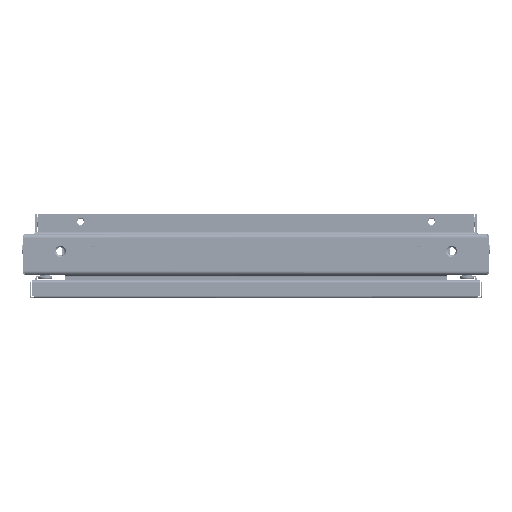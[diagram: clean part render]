
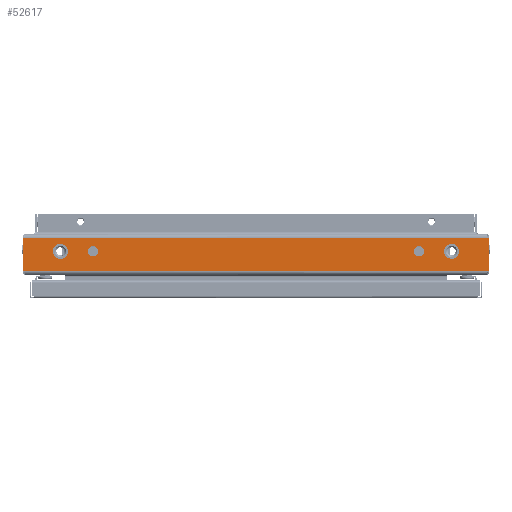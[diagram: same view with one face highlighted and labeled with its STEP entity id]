
A CAD part, front view. The second image highlights one B-rep face of the part: STEP entity #52617.
In plain terms, the highlighted face is planar.
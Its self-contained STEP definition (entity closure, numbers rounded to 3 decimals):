
#392 = DIRECTION ( 'NONE',  ( 0., 0., -1. ) ) ;
#675 = EDGE_CURVE ( 'NONE', #34558, #63471, #26828, .T. ) ;
#1182 = CIRCLE ( 'NONE', #49376, 8. ) ;
#1405 = CARTESIAN_POINT ( 'NONE',  ( 250., 18., 0. ) ) ;
#1701 = CARTESIAN_POINT ( 'NONE',  ( -250., 18., 0. ) ) ;
#1881 = EDGE_CURVE ( 'NONE', #65507, #72922, #36702, .T. ) ;
#2325 = VERTEX_POINT ( 'NONE', #71631 ) ;
#2624 = CARTESIAN_POINT ( 'NONE',  ( -209.5, -3.319, 0. ) ) ;
#3343 = EDGE_CURVE ( 'NONE', #31578, #11361, #29037, .T. ) ;
#5269 = VECTOR ( 'NONE', #10949, 1000. ) ;
#6233 = DIRECTION ( 'NONE',  ( 0., 1., 0. ) ) ;
#6336 = FACE_OUTER_BOUND ( 'NONE', #32353, .T. ) ;
#6495 = CARTESIAN_POINT ( 'NONE',  ( 217.5, -3.319, 0. ) ) ;
#6567 = VERTEX_POINT ( 'NONE', #24842 ) ;
#7176 = CARTESIAN_POINT ( 'NONE',  ( -248., 18., 0. ) ) ;
#7666 = VERTEX_POINT ( 'NONE', #74841 ) ;
#7813 = CARTESIAN_POINT ( 'NONE',  ( 209.5, -3.319, 0. ) ) ;
#8451 = AXIS2_PLACEMENT_3D ( 'NONE', #52501, #392, #70030 ) ;
#9827 = DIRECTION ( 'NONE',  ( 1., 0., 0. ) ) ;
#10391 = EDGE_CURVE ( 'NONE', #63471, #34558, #74857, .T. ) ;
#10910 = DIRECTION ( 'NONE',  ( 0., 0., -1. ) ) ;
#10949 = DIRECTION ( 'NONE',  ( 1., 0., 0. ) ) ;
#11066 = CARTESIAN_POINT ( 'NONE',  ( 250., 18., 0. ) ) ;
#11161 = CARTESIAN_POINT ( 'NONE',  ( -201.5, -3.319, 0. ) ) ;
#11361 = VERTEX_POINT ( 'NONE', #75104 ) ;
#11658 = DIRECTION ( 'NONE',  ( 0., 0., -1. ) ) ;
#11937 = VECTOR ( 'NONE', #61891, 1000. ) ;
#12003 = VECTOR ( 'NONE', #6233, 1000. ) ;
#12037 = FACE_BOUND ( 'NONE', #50018, .T. ) ;
#12042 = CARTESIAN_POINT ( 'NONE',  ( 201.5, -3.319, 0. ) ) ;
#13058 = LINE ( 'NONE', #47319, #12003 ) ;
#14929 = ORIENTED_EDGE ( 'NONE', *, *, #3343, .T. ) ;
#15078 = LINE ( 'NONE', #61511, #11937 ) ;
#15317 = ORIENTED_EDGE ( 'NONE', *, *, #23590, .F. ) ;
#16610 = EDGE_CURVE ( 'NONE', #2325, #35069, #63616, .T. ) ;
#16880 = CIRCLE ( 'NONE', #44765, 5.5 ) ;
#17427 = CARTESIAN_POINT ( 'NONE',  ( -174.5, -3.319, 0. ) ) ;
#17841 = ORIENTED_EDGE ( 'NONE', *, *, #26285, .T. ) ;
#18913 = AXIS2_PLACEMENT_3D ( 'NONE', #39829, #10910, #63453 ) ;
#19391 = EDGE_CURVE ( 'NONE', #72922, #65507, #64302, .T. ) ;
#19544 = VERTEX_POINT ( 'NONE', #21846 ) ;
#19756 = EDGE_CURVE ( 'NONE', #19544, #2325, #13058, .T. ) ;
#20891 = AXIS2_PLACEMENT_3D ( 'NONE', #34876, #11658, #29556 ) ;
#21746 = VERTEX_POINT ( 'NONE', #49865 ) ;
#21846 = CARTESIAN_POINT ( 'NONE',  ( 250., -18., 0. ) ) ;
#22144 = EDGE_CURVE ( 'NONE', #21746, #7666, #46102, .T. ) ;
#22216 = DIRECTION ( 'NONE',  ( 0., 0., 1. ) ) ;
#22327 = FACE_BOUND ( 'NONE', #39101, .T. ) ;
#22959 = CARTESIAN_POINT ( 'NONE',  ( -174.5, -3.319, 0. ) ) ;
#23590 = EDGE_CURVE ( 'NONE', #60298, #6567, #68166, .T. ) ;
#24082 = DIRECTION ( 'NONE',  ( 1., 0., 0. ) ) ;
#24842 = CARTESIAN_POINT ( 'NONE',  ( -217.5, -3.319, 0. ) ) ;
#25450 = ORIENTED_EDGE ( 'NONE', *, *, #1881, .T. ) ;
#25900 = VECTOR ( 'NONE', #58514, 1000. ) ;
#26100 = EDGE_CURVE ( 'NONE', #31766, #19544, #68812, .T. ) ;
#26285 = EDGE_CURVE ( 'NONE', #69344, #31766, #41741, .T. ) ;
#26470 = ORIENTED_EDGE ( 'NONE', *, *, #19756, .T. ) ;
#26678 = CARTESIAN_POINT ( 'NONE',  ( -250., -18., 0. ) ) ;
#26828 = CIRCLE ( 'NONE', #42618, 5.5 ) ;
#27061 = DIRECTION ( 'NONE',  ( 1., 0., 0. ) ) ;
#29037 = LINE ( 'NONE', #46154, #44090 ) ;
#29556 = DIRECTION ( 'NONE',  ( -1., 0., 0. ) ) ;
#29572 = ORIENTED_EDGE ( 'NONE', *, *, #675, .F. ) ;
#30072 = EDGE_CURVE ( 'NONE', #35069, #36533, #34901, .T. ) ;
#30435 = EDGE_LOOP ( 'NONE', ( #74558, #53063 ) ) ;
#31578 = VERTEX_POINT ( 'NONE', #1701 ) ;
#31695 = AXIS2_PLACEMENT_3D ( 'NONE', #2624, #62002, #9827 ) ;
#31766 = VERTEX_POINT ( 'NONE', #32109 ) ;
#32109 = CARTESIAN_POINT ( 'NONE',  ( 247.935, -18., 0. ) ) ;
#32353 = EDGE_LOOP ( 'NONE', ( #71563, #17841, #37402, #26470, #70246, #54007, #51425, #14929 ) ) ;
#33644 = DIRECTION ( 'NONE',  ( 1., 0., 0. ) ) ;
#34558 = VERTEX_POINT ( 'NONE', #64214 ) ;
#34876 = CARTESIAN_POINT ( 'NONE',  ( 209.5, -3.319, 0. ) ) ;
#34901 = LINE ( 'NONE', #1405, #35695 ) ;
#35069 = VERTEX_POINT ( 'NONE', #39537 ) ;
#35254 = FACE_BOUND ( 'NONE', #37082, .T. ) ;
#35293 = CARTESIAN_POINT ( 'NONE',  ( -250., -18., 0. ) ) ;
#35695 = VECTOR ( 'NONE', #53163, 1000. ) ;
#35938 = AXIS2_PLACEMENT_3D ( 'NONE', #17427, #53180, #63493 ) ;
#36303 = DIRECTION ( 'NONE',  ( 0., 0., -1. ) ) ;
#36533 = VERTEX_POINT ( 'NONE', #7176 ) ;
#36702 = CIRCLE ( 'NONE', #20891, 8. ) ;
#37082 = EDGE_LOOP ( 'NONE', ( #52131, #29572 ) ) ;
#37402 = ORIENTED_EDGE ( 'NONE', *, *, #26100, .T. ) ;
#39101 = EDGE_LOOP ( 'NONE', ( #15317, #71060 ) ) ;
#39537 = CARTESIAN_POINT ( 'NONE',  ( 248., 18., 0. ) ) ;
#39829 = CARTESIAN_POINT ( 'NONE',  ( 0., 0., 0. ) ) ;
#41104 = DIRECTION ( 'NONE',  ( -1., 0., 0. ) ) ;
#41616 = CARTESIAN_POINT ( 'NONE',  ( 174.5, -3.319, 0. ) ) ;
#41741 = LINE ( 'NONE', #35293, #25900 ) ;
#42618 = AXIS2_PLACEMENT_3D ( 'NONE', #22959, #22216, #33644 ) ;
#44090 = VECTOR ( 'NONE', #46537, 1000. ) ;
#44434 = CARTESIAN_POINT ( 'NONE',  ( -250., -18., 0. ) ) ;
#44765 = AXIS2_PLACEMENT_3D ( 'NONE', #41616, #36303, #66728 ) ;
#46102 = CIRCLE ( 'NONE', #8451, 5.5 ) ;
#46154 = CARTESIAN_POINT ( 'NONE',  ( -250., -22., 0. ) ) ;
#46537 = DIRECTION ( 'NONE',  ( 0., -1., 0. ) ) ;
#47319 = CARTESIAN_POINT ( 'NONE',  ( 250., -22., 0. ) ) ;
#47771 = CARTESIAN_POINT ( 'NONE',  ( -247.935, -18., 0. ) ) ;
#48514 = DIRECTION ( 'NONE',  ( 0., 0., -1. ) ) ;
#49376 = AXIS2_PLACEMENT_3D ( 'NONE', #53393, #52634, #24082 ) ;
#49865 = CARTESIAN_POINT ( 'NONE',  ( 180., -3.319, 0. ) ) ;
#50018 = EDGE_LOOP ( 'NONE', ( #52676, #25450 ) ) ;
#51425 = ORIENTED_EDGE ( 'NONE', *, *, #56377, .T. ) ;
#52131 = ORIENTED_EDGE ( 'NONE', *, *, #10391, .F. ) ;
#52501 = CARTESIAN_POINT ( 'NONE',  ( 174.5, -3.319, 0. ) ) ;
#52617 = ADVANCED_FACE ( 'NONE', ( #12037, #64201, #22327, #35254, #6336 ), #58470, .F. ) ;
#52634 = DIRECTION ( 'NONE',  ( 0., 0., 1. ) ) ;
#52676 = ORIENTED_EDGE ( 'NONE', *, *, #19391, .T. ) ;
#53063 = ORIENTED_EDGE ( 'NONE', *, *, #67615, .T. ) ;
#53163 = DIRECTION ( 'NONE',  ( -1., 0., 0. ) ) ;
#53180 = DIRECTION ( 'NONE',  ( 0., 0., 1. ) ) ;
#53298 = AXIS2_PLACEMENT_3D ( 'NONE', #7813, #48514, #54612 ) ;
#53393 = CARTESIAN_POINT ( 'NONE',  ( -209.5, -3.319, 0. ) ) ;
#54007 = ORIENTED_EDGE ( 'NONE', *, *, #30072, .T. ) ;
#54612 = DIRECTION ( 'NONE',  ( -1., 0., 0. ) ) ;
#56377 = EDGE_CURVE ( 'NONE', #36533, #31578, #15078, .T. ) ;
#56704 = CARTESIAN_POINT ( 'NONE',  ( -169., -3.319, 0. ) ) ;
#58384 = EDGE_CURVE ( 'NONE', #11361, #69344, #73901, .T. ) ;
#58470 = PLANE ( 'NONE',  #18913 ) ;
#58514 = DIRECTION ( 'NONE',  ( 1., 0., 0. ) ) ;
#59158 = EDGE_CURVE ( 'NONE', #6567, #60298, #1182, .T. ) ;
#60298 = VERTEX_POINT ( 'NONE', #11161 ) ;
#61511 = CARTESIAN_POINT ( 'NONE',  ( 250., 18., 0. ) ) ;
#61518 = VECTOR ( 'NONE', #41104, 1000. ) ;
#61891 = DIRECTION ( 'NONE',  ( -1., 0., 0. ) ) ;
#62002 = DIRECTION ( 'NONE',  ( 0., 0., 1. ) ) ;
#63453 = DIRECTION ( 'NONE',  ( -1., 0., 0. ) ) ;
#63471 = VERTEX_POINT ( 'NONE', #56704 ) ;
#63493 = DIRECTION ( 'NONE',  ( 1., 0., 0. ) ) ;
#63616 = LINE ( 'NONE', #11066, #61518 ) ;
#64201 = FACE_BOUND ( 'NONE', #30435, .T. ) ;
#64214 = CARTESIAN_POINT ( 'NONE',  ( -180., -3.319, 0. ) ) ;
#64276 = VECTOR ( 'NONE', #27061, 1000. ) ;
#64302 = CIRCLE ( 'NONE', #53298, 8. ) ;
#65507 = VERTEX_POINT ( 'NONE', #12042 ) ;
#66728 = DIRECTION ( 'NONE',  ( -1., 0., 0. ) ) ;
#67615 = EDGE_CURVE ( 'NONE', #7666, #21746, #16880, .T. ) ;
#68166 = CIRCLE ( 'NONE', #31695, 8. ) ;
#68812 = LINE ( 'NONE', #44434, #5269 ) ;
#69344 = VERTEX_POINT ( 'NONE', #47771 ) ;
#70030 = DIRECTION ( 'NONE',  ( -1., 0., 0. ) ) ;
#70246 = ORIENTED_EDGE ( 'NONE', *, *, #16610, .T. ) ;
#71060 = ORIENTED_EDGE ( 'NONE', *, *, #59158, .F. ) ;
#71563 = ORIENTED_EDGE ( 'NONE', *, *, #58384, .T. ) ;
#71631 = CARTESIAN_POINT ( 'NONE',  ( 250., 18., 0. ) ) ;
#72922 = VERTEX_POINT ( 'NONE', #6495 ) ;
#73901 = LINE ( 'NONE', #26678, #64276 ) ;
#74558 = ORIENTED_EDGE ( 'NONE', *, *, #22144, .T. ) ;
#74841 = CARTESIAN_POINT ( 'NONE',  ( 169., -3.319, 0. ) ) ;
#74857 = CIRCLE ( 'NONE', #35938, 5.5 ) ;
#75104 = CARTESIAN_POINT ( 'NONE',  ( -250., -18., 0. ) ) ;
